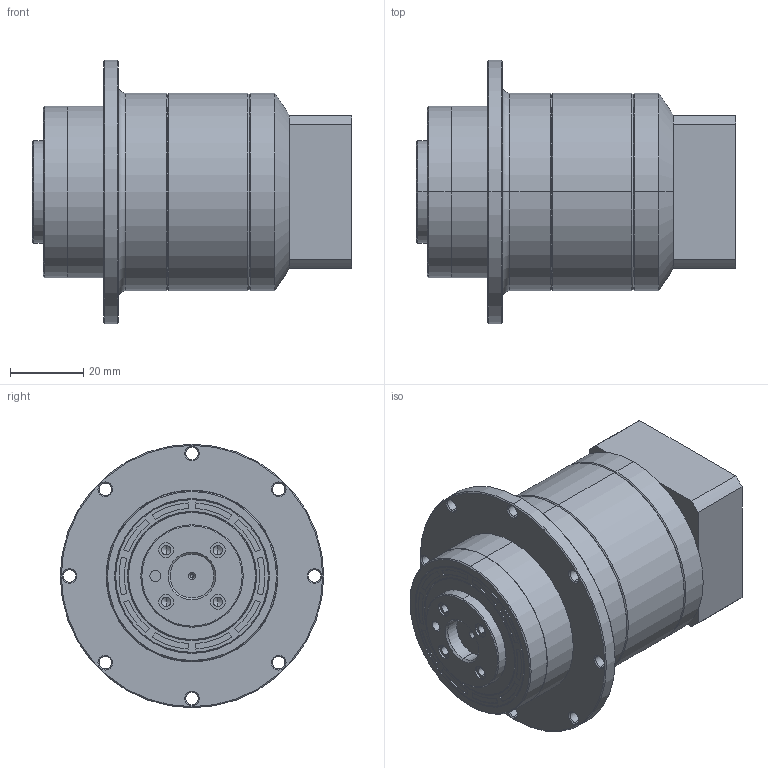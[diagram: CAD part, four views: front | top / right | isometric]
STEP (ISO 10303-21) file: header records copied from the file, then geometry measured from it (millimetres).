
FILE_DESCRIPTION (( 'STEP AP203' ), '1' );
FILE_NAME ('TD047-L2-8-30-46-M4-27.5-5.STEP', '2021-05-27T04:54:33', ( '' ), ( '' ), 'SwSTEP 2.0', 'SolidWorks 2017', '' );
FILE_SCHEMA (( 'CONFIG_CONTROL_DESIGN' ));
Length unit declared in the file: millimetre
Products named in the file (1): TD047-L2-8-30-46-M4-27.5-5
Bounding box: 87.2 x 72 x 72 mm (x, y, z)
Volume: 170780.6 mm3; surface area: 31004.9 mm2
Topology: 3 solids, 3 shells, 276 faces, 627 edges, 379 vertices
Faces by surface type: cylinder 122, cone 88, plane 64, torus 2
Entity records: 7928 total; most frequent: DIRECTION 1467, CARTESIAN_POINT 1434, ORIENTED_EDGE 1218, EDGE_CURVE 609, AXIS2_PLACEMENT_3D 588, VERTEX_POINT 379, EDGE_LOOP 348, CIRCLE 311
